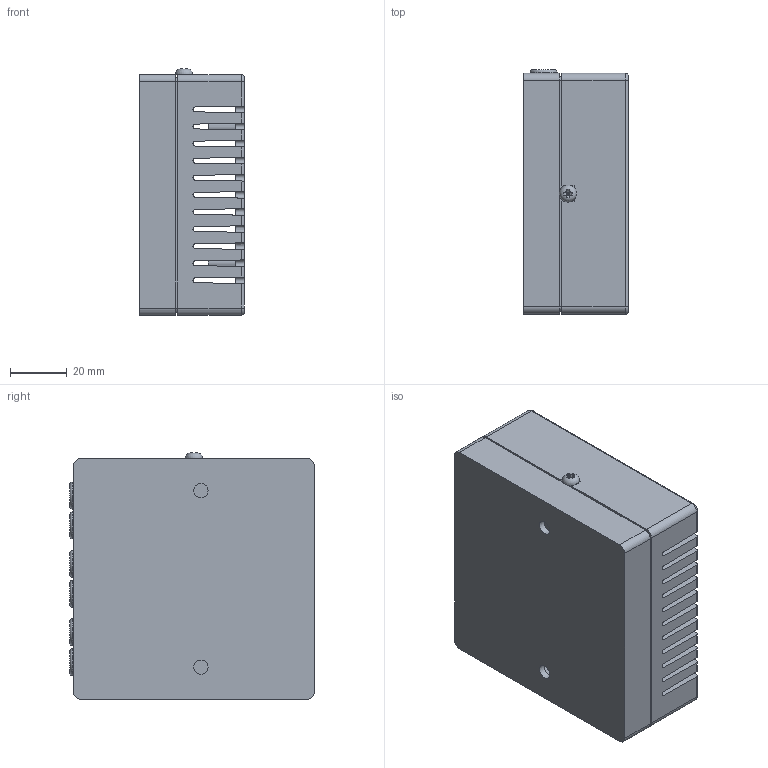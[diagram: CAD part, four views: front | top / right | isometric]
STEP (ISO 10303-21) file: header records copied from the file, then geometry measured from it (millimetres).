
FILE_DESCRIPTION(('STEP AP214'), '1');
FILE_NAME('ÄÇ-ÑÎ.R ÝÑÁ - Äåòåêòîð çàãàçîâàííîñòè', '2025-05-12T10:59:23', ('Êîìïàíèÿ "ÀÑÊÎÍ"'), (''), 'C3D Converter', 'C3D Toolkit', '');
FILE_SCHEMA(('AUTOMOTIVE_DESIGN { 1 0 10303 214 3 1 1}'));
Length unit declared in the file: millimetre
Products named in the file (1): ДЗ-СО.R ЭСБ
Bounding box: 36.7 x 85.8 x 86.5 mm (x, y, z)
Volume: 59159.2 mm3; surface area: 56744 mm2
Topology: 1 solids, 5 shells, 2487 faces, 7046 edges, 4677 vertices
Faces by surface type: cylinder 1532, plane 888, cone 33, torus 21, extrusion 13
Full cylindrical faces by diameter (mm): 0.9 x2, 2 x6, 2.2 x4, 3 x10, 5 x17, 7.3 x6, 7.5 x6, 9.5 x12, 10 x1
Entity records: 98972 total; most frequent: CARTESIAN_POINT 16010, DIRECTION 14947, ORIENTED_EDGE 13906, EDGE_CURVE 6953, AXIS2_PLACEMENT_3D 5604, VERTEX_POINT 4676, VECTOR 3739, LINE 3726
